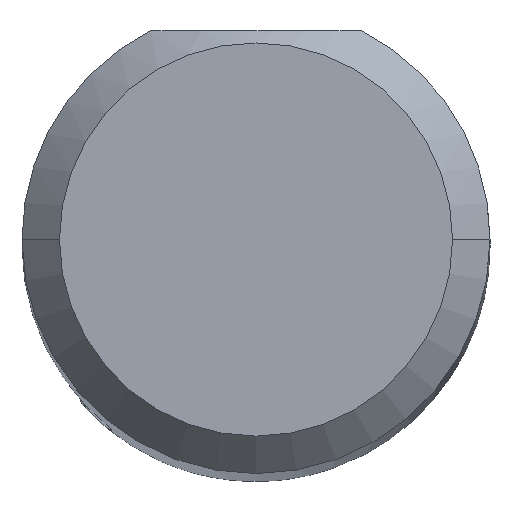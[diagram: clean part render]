
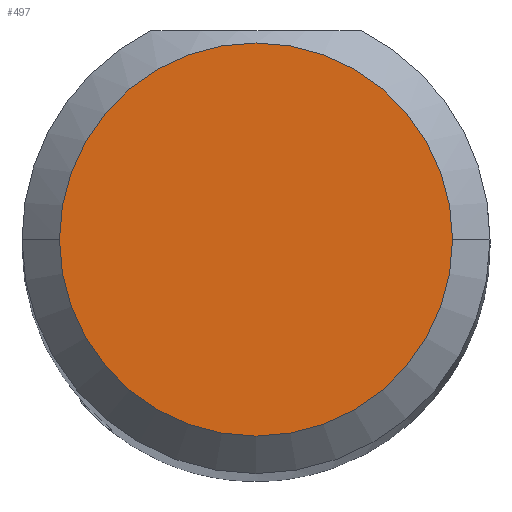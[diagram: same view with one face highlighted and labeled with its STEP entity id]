
A CAD part, top view. The second image highlights one B-rep face of the part: STEP entity #497.
In plain terms, the highlighted planar face has unit normal (0, 0, 1).
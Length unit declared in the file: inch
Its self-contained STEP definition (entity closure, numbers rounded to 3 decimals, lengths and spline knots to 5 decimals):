
#30 = VERTEX_POINT ( 'NONE', #659 ) ;
#109 = ORIENTED_EDGE ( 'NONE', *, *, #469, .T. ) ;
#153 = DIRECTION ( 'NONE',  ( 0., 0., 1. ) ) ;
#219 = FACE_OUTER_BOUND ( 'NONE', #677, .T. ) ;
#251 = CIRCLE ( 'NONE', #488, 0.07875 ) ;
#274 = PLANE ( 'NONE',  #317 ) ;
#285 = CARTESIAN_POINT ( 'NONE',  ( 0., 0., 2. ) ) ;
#317 = AXIS2_PLACEMENT_3D ( 'NONE', #644, #518, #342 ) ;
#342 = DIRECTION ( 'NONE',  ( 1., 0., 0. ) ) ;
#464 = DIRECTION ( 'NONE',  ( 0., 0., 1. ) ) ;
#469 = EDGE_CURVE ( 'NONE', #30, #632, #251, .T. ) ;
#488 = AXIS2_PLACEMENT_3D ( 'NONE', #579, #153, #629 ) ;
#497 = ADVANCED_FACE ( 'NONE', ( #219 ), #274, .T. ) ;
#518 = DIRECTION ( 'NONE',  ( 0., 0., 1. ) ) ;
#579 = CARTESIAN_POINT ( 'NONE',  ( 0., 0., 2. ) ) ;
#592 = AXIS2_PLACEMENT_3D ( 'NONE', #285, #464, #716 ) ;
#624 = EDGE_CURVE ( 'NONE', #632, #30, #770, .T. ) ;
#629 = DIRECTION ( 'NONE',  ( 1., 0., 0. ) ) ;
#632 = VERTEX_POINT ( 'NONE', #772 ) ;
#644 = CARTESIAN_POINT ( 'NONE',  ( 0., 0., 2. ) ) ;
#659 = CARTESIAN_POINT ( 'NONE',  ( 0.07875, 0., 2. ) ) ;
#677 = EDGE_LOOP ( 'NONE', ( #724, #109 ) ) ;
#716 = DIRECTION ( 'NONE',  ( 1., 0., 0. ) ) ;
#724 = ORIENTED_EDGE ( 'NONE', *, *, #624, .T. ) ;
#770 = CIRCLE ( 'NONE', #592, 0.07875 ) ;
#772 = CARTESIAN_POINT ( 'NONE',  ( -0.07875, 0., 2. ) ) ;
